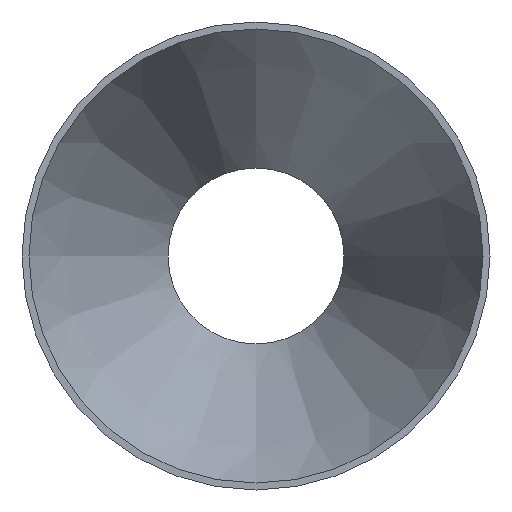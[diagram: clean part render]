
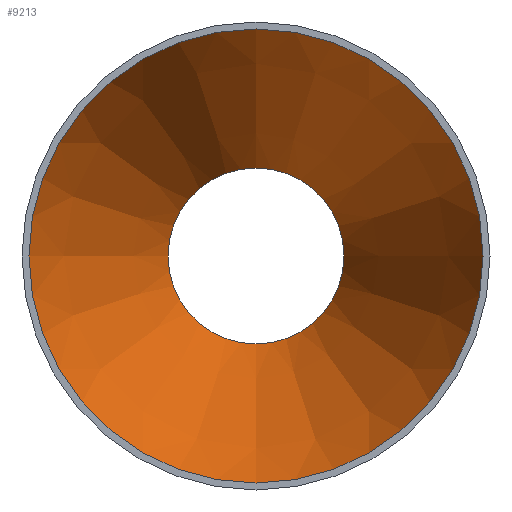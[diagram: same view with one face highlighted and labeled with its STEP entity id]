
A CAD part, front view. The second image highlights one B-rep face of the part: STEP entity #9213.
In plain terms, the highlighted conical face has half-angle 23.185 degrees and reference radius 106.286 mm.
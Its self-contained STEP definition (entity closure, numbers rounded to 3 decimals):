
#1001 = VERTEX_POINT ( 'NONE', #11794 ) ;
#1995 = ORIENTED_EDGE ( 'NONE', *, *, #15307, .F. ) ;
#2604 = EDGE_CURVE ( 'NONE', #1001, #1001, #27020, .T. ) ;
#2724 = CARTESIAN_POINT ( 'NONE',  ( 0., 0., 0. ) ) ;
#3357 = DIRECTION ( 'NONE',  ( 0., -1., 0. ) ) ;
#8400 = DIRECTION ( 'NONE',  ( 0., -1., 0. ) ) ;
#8872 = AXIS2_PLACEMENT_3D ( 'NONE', #2724, #8400, #29028 ) ;
#9213 = ADVANCED_FACE ( 'NONE', ( #35270, #29601 ), #27704, .F. ) ;
#10227 = CIRCLE ( 'NONE', #24687, 41.186 ) ;
#11794 = CARTESIAN_POINT ( 'NONE',  ( 0., 0., -106.286 ) ) ;
#15307 = EDGE_CURVE ( 'NONE', #16055, #16055, #10227, .T. ) ;
#16055 = VERTEX_POINT ( 'NONE', #27465 ) ;
#20760 = ORIENTED_EDGE ( 'NONE', *, *, #2604, .T. ) ;
#24150 = DIRECTION ( 'NONE',  ( 0., 0., -1. ) ) ;
#24687 = AXIS2_PLACEMENT_3D ( 'NONE', #30433, #3357, #24150 ) ;
#24961 = EDGE_LOOP ( 'NONE', ( #1995 ) ) ;
#27020 = CIRCLE ( 'NONE', #27047, 106.286 ) ;
#27047 = AXIS2_PLACEMENT_3D ( 'NONE', #35131, #37294, #29080 ) ;
#27465 = CARTESIAN_POINT ( 'NONE',  ( 0., 152., -41.186 ) ) ;
#27704 = CONICAL_SURFACE ( 'NONE', #8872, 106.286, 0.405 ) ;
#29028 = DIRECTION ( 'NONE',  ( 0., 0., -1. ) ) ;
#29080 = DIRECTION ( 'NONE',  ( 0., 0., -1. ) ) ;
#29601 = FACE_OUTER_BOUND ( 'NONE', #34623, .T. ) ;
#30433 = CARTESIAN_POINT ( 'NONE',  ( 0., 152., 0. ) ) ;
#34623 = EDGE_LOOP ( 'NONE', ( #20760 ) ) ;
#35131 = CARTESIAN_POINT ( 'NONE',  ( 0., 0., 0. ) ) ;
#35270 = FACE_BOUND ( 'NONE', #24961, .T. ) ;
#37294 = DIRECTION ( 'NONE',  ( 0., -1., 0. ) ) ;
